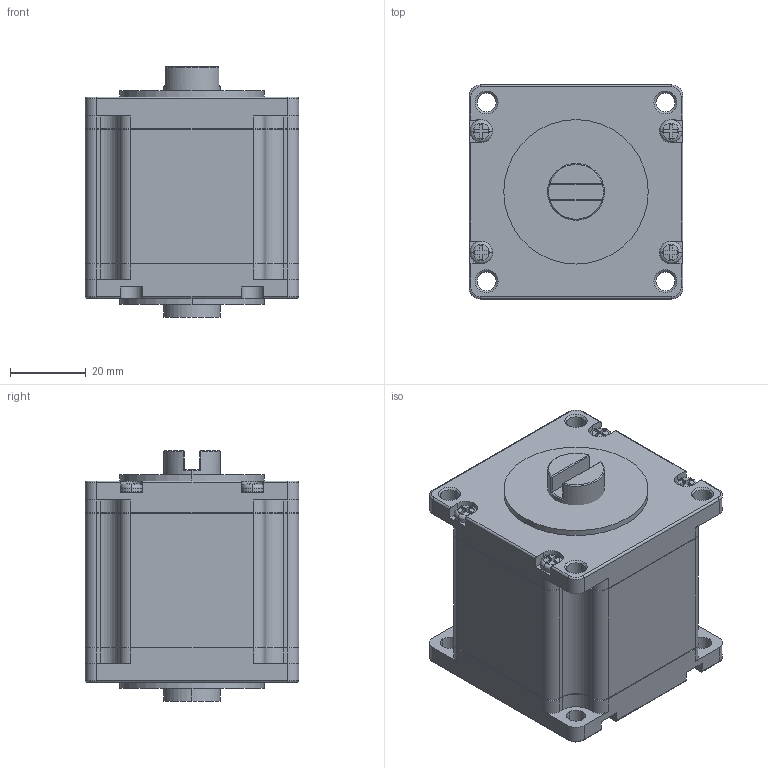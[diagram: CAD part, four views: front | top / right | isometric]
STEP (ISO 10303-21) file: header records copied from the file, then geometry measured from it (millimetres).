
FILE_DESCRIPTION((''),'2;1');
FILE_NAME('MT23HE22025B4H1_ASM','2017-04-18T',('Matteo Maccalli'),(''),'PRO/ENGINEER BY PARAMETRIC TECHNOLOGY CORPORATION, 2006320','PRO/ENGINEER BY PARAMETRIC TECHNOLOGY CORPORATION, 2006320','');
FILE_SCHEMA(('AUTOMOTIVE_DESIGN_CC2 { 1 2 10303 214 -1 1 5 2 }'));
Length unit declared in the file: millimetre
Products named in the file (6): MT23HE_FLANGIA_FRONT_FOR5; MT23HE22_STACK_H35E4; TCC_M3X25; ALBERO_ANTERIORE_PARTICOLARE; MT23HE_FLANGIA_POST_PARTICOLARE; MT23HE22025B4H1_ASM
Assembly tree (8 placements, depth 2):
  MT23HE22025B4H1_ASM
    MT23HE_FLANGIA_FRONT_FOR5
    MT23HE22_STACK_H35E4
    TCC_M3X25  x4
    ALBERO_ANTERIORE_PARTICOLARE
    MT23HE_FLANGIA_POST_PARTICOLARE
Bounding box: 56.4 x 56.4 x 66.1 mm (x, y, z)
Volume: 157480.6 mm3; surface area: 34601.6 mm2
Topology: 8 solids, 8 shells, 395 faces, 992 edges, 624 vertices
Faces by surface type: plane 177, cylinder 134, cone 52, torus 24, sphere 8
Entity records: 11723 total; most frequent: DIRECTION 1754, CARTESIAN_POINT 1724, ORIENTED_EDGE 1600, EDGE_CURVE 800, AXIS2_PLACEMENT_3D 646, PRESENTATION_STYLE_ASSIGNMENT 645, STYLED_ITEM 643, CURVE_STYLE 640
